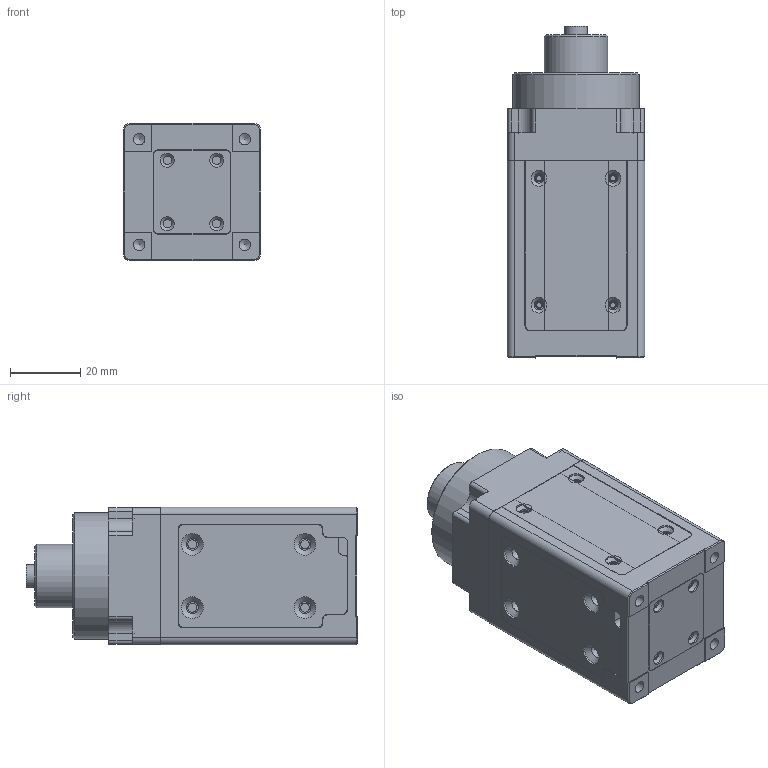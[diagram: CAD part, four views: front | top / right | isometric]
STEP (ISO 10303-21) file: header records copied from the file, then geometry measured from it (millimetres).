
FILE_DESCRIPTION (( 'STEP AP214' ), '1' );
FILE_NAME ('527203.STEP', '2024-07-17T03:36:52', ( 'Windows User' ), ( 'P R C' ), 'SwSTEP 2.0', 'SolidWorks 2020', '' );
FILE_SCHEMA (( 'AUTOMOTIVE_DESIGN' ));
Length unit declared in the file: millimetre
Products named in the file (1): 527203
Bounding box: 39 x 94.25 x 39 mm (x, y, z)
Volume: 103785.4 mm3; surface area: 40189 mm2
Topology: 7 solids, 9 shells, 480 faces, 1231 edges, 795 vertices
Faces by surface type: cylinder 216, plane 210, cone 51, bspline 3
Full cylindrical faces by diameter (mm): 1.25 x2, 1.6 x4, 2.05 x8, 2.4 x4, 2.5 x18, 2.7 x8, 3.2 x2, 3.3 x8, 3.4 x8, 4 x4, 4.5 x8, 6 x4, 6.2 x4, 6.5 x1, 6.9 x1, 10 x1, 11 x1, 18 x1, 32 x1, 36 x2
Entity records: 25649 total; most frequent: CARTESIAN_POINT 8822, DIRECTION 2469, ORIENTED_EDGE 2158, EDGE_CURVE 1079, AXIS2_PLACEMENT_3D 942, VERTEX_POINT 774, EDGE_LOOP 697, LINE 585
